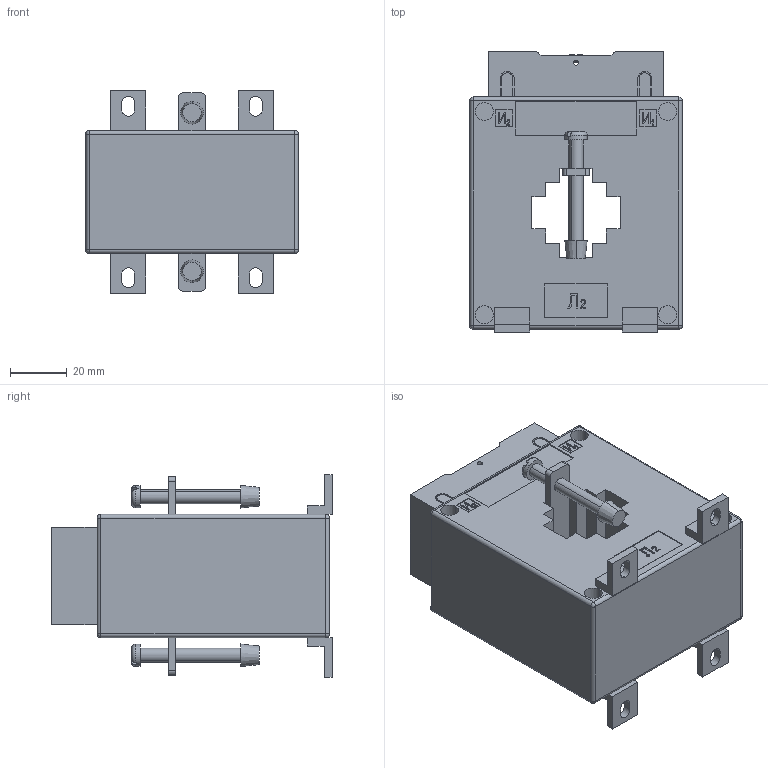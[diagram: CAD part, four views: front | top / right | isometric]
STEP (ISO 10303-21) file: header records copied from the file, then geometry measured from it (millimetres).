
FILE_DESCRIPTION (( 'STEP AP214' ), '1' );
FILE_NAME ('ITT20-2-05-0250 Òðàíñôîðìàòîð òîêà ÒÒÈ-30 250_5À 5ÂÀ êëàññ 0,5 ÈÝÊ.STEP', '2018-01-25T12:39:13', ( '' ), ( '' ), 'SwSTEP 2.0', 'SolidWorks 2014', '' );
FILE_SCHEMA (( 'AUTOMOTIVE_DESIGN' ));
Length unit declared in the file: millimetre
Products named in the file (1): ITT20-2-05-0250 Òðàíñôîðìàòîð òîêà ÒÒÈ-30  250_5À  5ÂÀ  êëàññ 0,5  ÈÝÊ
Bounding box: 75 x 99 x 71.5 mm (x, y, z)
Volume: 255859.2 mm3; surface area: 51354.3 mm2
Topology: 6 solids, 6 shells, 895 faces, 2353 edges, 1506 vertices
Faces by surface type: plane 593, cylinder 178, cone 68, bspline 38, torus 10, sphere 8
Entity records: 29644 total; most frequent: CARTESIAN_POINT 7869, ORIENTED_EDGE 4690, DIRECTION 4207, EDGE_CURVE 2345, VECTOR 1583, LINE 1583, VERTEX_POINT 1506, AXIS2_PLACEMENT_3D 1312
